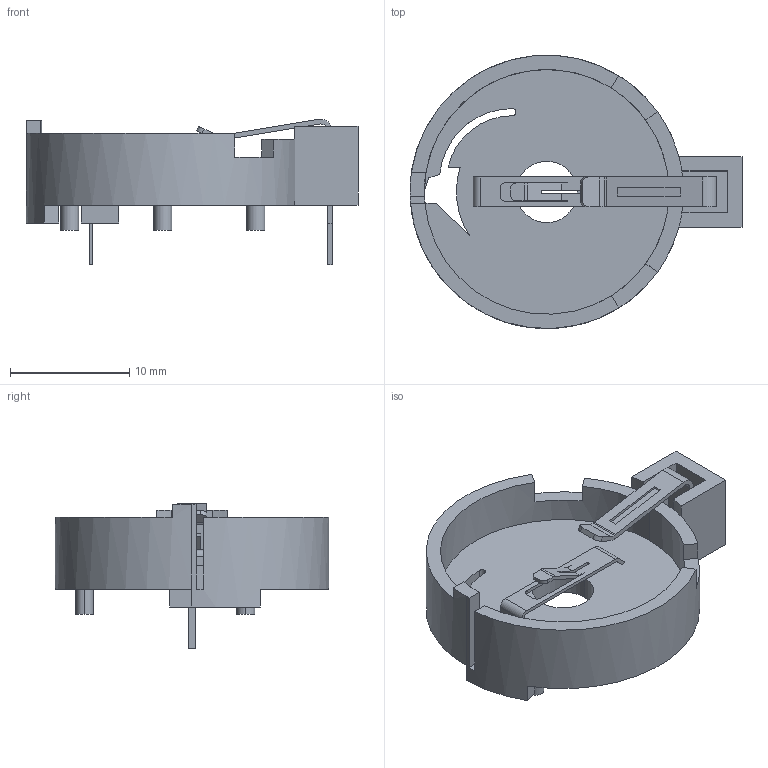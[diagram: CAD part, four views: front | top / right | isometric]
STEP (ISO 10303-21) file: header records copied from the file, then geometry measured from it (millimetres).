
FILE_DESCRIPTION (( 'STEP AP214' ), '1' );
FILE_NAME ('BAT-TH_BS-04-A1BJ004.step', '2022-06-16T11:04:35', ( '' ), ( '' ), 'SwSTEP 2.0', 'SolidWorks 2020', '' );
FILE_SCHEMA (( 'AUTOMOTIVE_DESIGN' ));
Length unit declared in the file: millimetre
Products named in the file (1): BAT-TH_BS-04-A1BJ004
Bounding box: 27.8 x 22.88 x 12.2 mm (x, y, z)
Volume: 1253.9 mm3; surface area: 2042.1 mm2
Topology: 3 solids, 3 shells, 368 faces, 1015 edges, 674 vertices
Faces by surface type: plane 227, bspline 98, cylinder 43
Entity records: 16204 total; most frequent: CARTESIAN_POINT 3364, ORIENTED_EDGE 2030, DIRECTION 1458, EDGE_CURVE 1015, LINE 714, VECTOR 714, VERTEX_POINT 674, EDGE_LOOP 401
